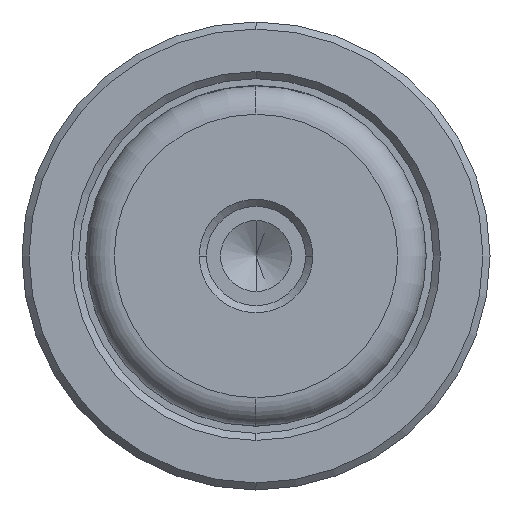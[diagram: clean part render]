
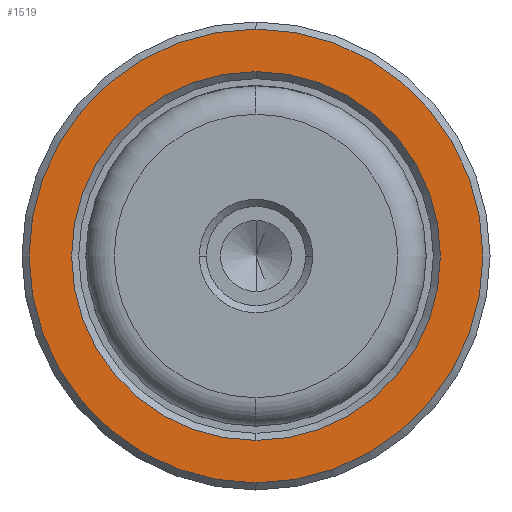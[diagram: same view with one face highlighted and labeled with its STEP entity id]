
A CAD part, left-side view. The second image highlights one B-rep face of the part: STEP entity #1519.
In plain terms, the highlighted planar face has unit normal (-1, 0, 0).
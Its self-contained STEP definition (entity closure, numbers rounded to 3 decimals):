
#53 = VERTEX_POINT ( 'NONE', #288 ) ;
#102 = CARTESIAN_POINT ( 'NONE',  ( 24., 0., 0. ) ) ;
#151 = DIRECTION ( 'NONE',  ( -1., 0., 0. ) ) ;
#234 = CARTESIAN_POINT ( 'NONE',  ( 24., 0., -13. ) ) ;
#259 = AXIS2_PLACEMENT_3D ( 'NONE', #1855, #1498, #952 ) ;
#288 = CARTESIAN_POINT ( 'NONE',  ( 24., 0., -16. ) ) ;
#384 = ORIENTED_EDGE ( 'NONE', *, *, #1235, .T. ) ;
#398 = AXIS2_PLACEMENT_3D ( 'NONE', #945, #2216, #1125 ) ;
#401 = EDGE_LOOP ( 'NONE', ( #410, #1660 ) ) ;
#410 = ORIENTED_EDGE ( 'NONE', *, *, #1300, .T. ) ;
#509 = EDGE_CURVE ( 'NONE', #610, #1651, #1260, .T. ) ;
#528 = CARTESIAN_POINT ( 'NONE',  ( 24., 0., 0. ) ) ;
#610 = VERTEX_POINT ( 'NONE', #1878 ) ;
#626 = FACE_OUTER_BOUND ( 'NONE', #401, .T. ) ;
#644 = AXIS2_PLACEMENT_3D ( 'NONE', #528, #1821, #717 ) ;
#700 = CARTESIAN_POINT ( 'NONE',  ( 24., 0., 16. ) ) ;
#717 = DIRECTION ( 'NONE',  ( 0., 0., 1. ) ) ;
#728 = EDGE_LOOP ( 'NONE', ( #2074, #384 ) ) ;
#776 = VERTEX_POINT ( 'NONE', #700 ) ;
#945 = CARTESIAN_POINT ( 'NONE',  ( 24., 0., 0. ) ) ;
#952 = DIRECTION ( 'NONE',  ( 0., 0., 1. ) ) ;
#1090 = EDGE_CURVE ( 'NONE', #776, #53, #1339, .T. ) ;
#1125 = DIRECTION ( 'NONE',  ( 0., 0., -1. ) ) ;
#1235 = EDGE_CURVE ( 'NONE', #1651, #610, #2026, .T. ) ;
#1254 = CARTESIAN_POINT ( 'NONE',  ( 24., 0., 0. ) ) ;
#1260 = CIRCLE ( 'NONE', #398, 13. ) ;
#1300 = EDGE_CURVE ( 'NONE', #53, #776, #1590, .T. ) ;
#1339 = CIRCLE ( 'NONE', #644, 16. ) ;
#1392 = DIRECTION ( 'NONE',  ( 1., 0., 0. ) ) ;
#1418 = DIRECTION ( 'NONE',  ( 0., 0., -1. ) ) ;
#1445 = DIRECTION ( 'NONE',  ( 0., 0., 1. ) ) ;
#1498 = DIRECTION ( 'NONE',  ( -1., 0., 0. ) ) ;
#1519 = ADVANCED_FACE ( 'NONE', ( #626, #1621 ), #1672, .T. ) ;
#1590 = CIRCLE ( 'NONE', #2077, 16. ) ;
#1621 = FACE_BOUND ( 'NONE', #728, .T. ) ;
#1651 = VERTEX_POINT ( 'NONE', #234 ) ;
#1660 = ORIENTED_EDGE ( 'NONE', *, *, #1090, .T. ) ;
#1672 = PLANE ( 'NONE',  #259 ) ;
#1707 = AXIS2_PLACEMENT_3D ( 'NONE', #102, #1392, #1418 ) ;
#1821 = DIRECTION ( 'NONE',  ( -1., 0., 0. ) ) ;
#1855 = CARTESIAN_POINT ( 'NONE',  ( 24., -12., 0. ) ) ;
#1878 = CARTESIAN_POINT ( 'NONE',  ( 24., 0., 13. ) ) ;
#2026 = CIRCLE ( 'NONE', #1707, 13. ) ;
#2074 = ORIENTED_EDGE ( 'NONE', *, *, #509, .T. ) ;
#2077 = AXIS2_PLACEMENT_3D ( 'NONE', #1254, #151, #1445 ) ;
#2216 = DIRECTION ( 'NONE',  ( 1., 0., 0. ) ) ;
